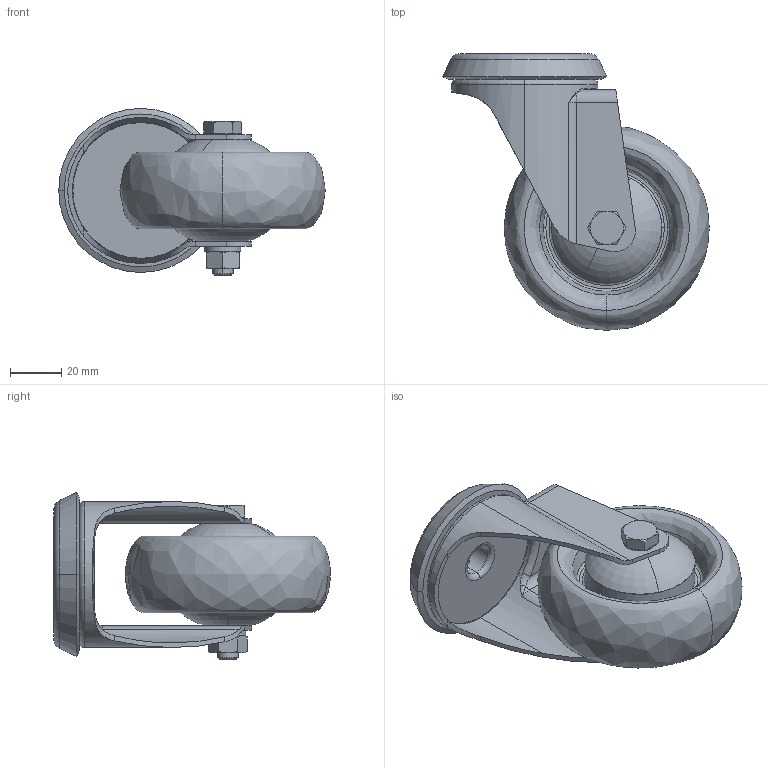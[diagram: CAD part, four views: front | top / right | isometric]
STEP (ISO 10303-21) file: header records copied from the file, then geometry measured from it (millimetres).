
FILE_DESCRIPTION (( 'STEP AP214' ), '1' );
FILE_NAME ('0034883.step', '2021-09-20T11:33:12', ( 'Windows-Benutzer' ), ( '' ), 'SwSTEP 2.0', 'SolidWorks 2020', '' );
FILE_SCHEMA (( 'AUTOMOTIVE_DESIGN' ));
Length unit declared in the file: millimetre
Products named in the file (1): 0034883
Bounding box: 104 x 107.98 x 65.2 mm (x, y, z)
Volume: 162197.7 mm3; surface area: 77074.6 mm2
Topology: 22 solids, 22 shells, 302 faces, 698 edges, 410 vertices
Faces by surface type: cylinder 76, plane 70, cone 56, torus 48, sphere 30, bspline 22
Entity records: 12388 total; most frequent: CARTESIAN_POINT 2310, DIRECTION 1468, ORIENTED_EDGE 1268, AXIS2_PLACEMENT_3D 651, EDGE_CURVE 634, VERTEX_POINT 390, CIRCLE 370, EDGE_LOOP 340
